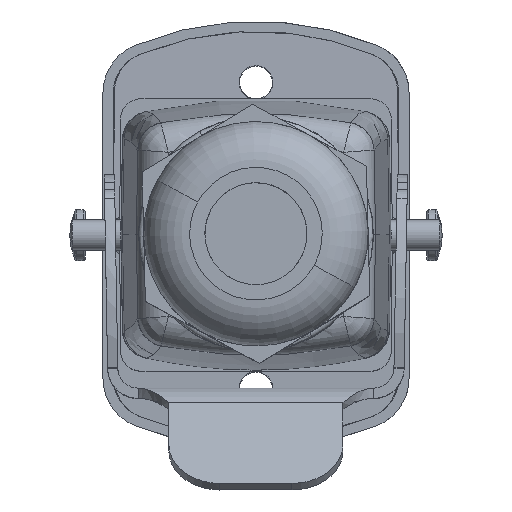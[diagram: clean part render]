
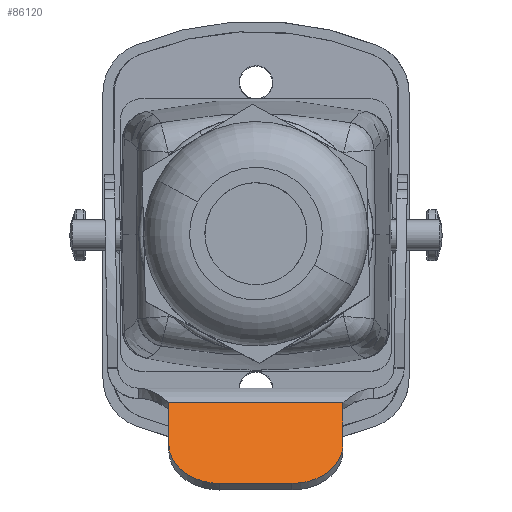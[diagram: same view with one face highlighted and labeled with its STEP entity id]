
A CAD part, top view. The second image highlights one B-rep face of the part: STEP entity #86120.
In plain terms, the highlighted planar face has unit normal (0, 0.643, 0.766).
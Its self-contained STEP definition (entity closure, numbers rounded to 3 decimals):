
#86073=AXIS2_PLACEMENT_3D('Plane Axis2P3D',#86070,#86071,#86072) ;
#83362=CARTESIAN_POINT('Vertex',(26.773,8.571,48.964)) ;
#84828=CARTESIAN_POINT('Vertex',(9.7,8.571,48.964)) ;
#84929=CARTESIAN_POINT('Line Origine',(26.773,6.522,50.684)) ;
#84933=CARTESIAN_POINT('Vertex',(26.773,4.473,52.403)) ;
#84987=CARTESIAN_POINT('Line Origine',(24.005,8.571,48.964)) ;
#85953=CARTESIAN_POINT('Vertex',(9.7,4.473,52.403)) ;
#85956=CARTESIAN_POINT('Line Origine',(9.7,6.522,50.684)) ;
#86070=CARTESIAN_POINT('Axis2P3D Location',(24.005,8.571,48.964)) ;
#86076=CARTESIAN_POINT('Control Point',(9.7,4.473,52.403)) ;
#86077=CARTESIAN_POINT('Control Point',(9.7,4.054,52.755)) ;
#86078=CARTESIAN_POINT('Control Point',(9.775,3.634,53.107)) ;
#86079=CARTESIAN_POINT('Control Point',(9.925,3.225,53.45)) ;
#86080=CARTESIAN_POINT('Control Point',(10.367,2.449,54.101)) ;
#86081=CARTESIAN_POINT('Control Point',(11.065,1.793,54.652)) ;
#86082=CARTESIAN_POINT('Control Point',(11.472,1.503,54.895)) ;
#86083=CARTESIAN_POINT('Control Point',(12.317,1.049,55.276)) ;
#86084=CARTESIAN_POINT('Control Point',(13.282,0.773,55.508)) ;
#86085=CARTESIAN_POINT('Control Point',(13.749,0.686,55.581)) ;
#86086=CARTESIAN_POINT('Control Point',(14.225,0.643,55.617)) ;
#86087=CARTESIAN_POINT('Control Point',(14.7,0.643,55.617)) ;
#86088=CARTESIAN_POINT('Vertex',(14.7,0.643,55.617)) ;
#86091=CARTESIAN_POINT('Line Origine',(18.237,0.643,55.617)) ;
#86095=CARTESIAN_POINT('Vertex',(21.773,0.643,55.617)) ;
#86099=CARTESIAN_POINT('Control Point',(21.773,0.643,55.617)) ;
#86100=CARTESIAN_POINT('Control Point',(22.321,0.643,55.617)) ;
#86101=CARTESIAN_POINT('Control Point',(22.868,0.7,55.569)) ;
#86102=CARTESIAN_POINT('Control Point',(23.402,0.815,55.472)) ;
#86103=CARTESIAN_POINT('Control Point',(24.415,1.154,55.188)) ;
#86104=CARTESIAN_POINT('Control Point',(25.272,1.689,54.739)) ;
#86105=CARTESIAN_POINT('Control Point',(25.65,2.,54.478)) ;
#86106=CARTESIAN_POINT('Control Point',(26.244,2.648,53.935)) ;
#86107=CARTESIAN_POINT('Control Point',(26.604,3.387,53.314)) ;
#86108=CARTESIAN_POINT('Control Point',(26.717,3.745,53.014)) ;
#86109=CARTESIAN_POINT('Control Point',(26.773,4.109,52.709)) ;
#86110=CARTESIAN_POINT('Control Point',(26.773,4.473,52.403)) ;
#84930=DIRECTION('Vector Direction',(0.,-0.766,0.643)) ;
#84988=DIRECTION('Vector Direction',(-1.,0.,0.)) ;
#85957=DIRECTION('Vector Direction',(0.,-0.766,0.643)) ;
#86071=DIRECTION('Axis2P3D Direction',(0.,0.643,0.766)) ;
#86072=DIRECTION('Axis2P3D XDirection',(-1.,0.,0.)) ;
#86092=DIRECTION('Vector Direction',(-1.,0.,0.)) ;
#84931=VECTOR('Line Direction',#84930,1.) ;
#84989=VECTOR('Line Direction',#84988,1.) ;
#85958=VECTOR('Line Direction',#85957,1.) ;
#86093=VECTOR('Line Direction',#86092,1.) ;
#86113=ORIENTED_EDGE('',*,*,#84991,.F.) ;
#86114=ORIENTED_EDGE('',*,*,#85960,.T.) ;
#86115=ORIENTED_EDGE('',*,*,#86090,.T.) ;
#86116=ORIENTED_EDGE('',*,*,#86097,.T.) ;
#86117=ORIENTED_EDGE('',*,*,#86111,.F.) ;
#86118=ORIENTED_EDGE('',*,*,#84935,.F.) ;
#86120=ADVANCED_FACE('1652380000.1\\Hauptk\X2\00F6\X0\rper',(#86119),#86074,.T.) ;
#86075=B_SPLINE_CURVE_WITH_KNOTS('',5,(#86076,#86077,#86078,#86079,#86080,#86081,#86082,#86083,#86084,#86085,#86086,#86087),.UNSPECIFIED.,.F.,.U.,(6,3,3,6),(0.,3.883,7.767,11.139),.UNSPECIFIED.) ;
#86098=B_SPLINE_CURVE_WITH_KNOTS('',5,(#86099,#86100,#86101,#86102,#86103,#86104,#86105,#86106,#86107,#86108,#86109,#86110),.UNSPECIFIED.,.F.,.U.,(6,3,3,6),(0.,3.883,7.767,11.139),.UNSPECIFIED.) ;
#84935=EDGE_CURVE('',#83363,#84934,#84932,.T.) ;
#84991=EDGE_CURVE('',#84829,#83363,#84990,.F.) ;
#85960=EDGE_CURVE('',#84829,#85954,#85959,.T.) ;
#86090=EDGE_CURVE('',#85954,#86089,#86075,.T.) ;
#86097=EDGE_CURVE('',#86089,#86096,#86094,.F.) ;
#86111=EDGE_CURVE('',#84934,#86096,#86098,.F.) ;
#86112=EDGE_LOOP('',(#86113,#86114,#86115,#86116,#86117,#86118)) ;
#86119=FACE_OUTER_BOUND('',#86112,.T.) ;
#84932=LINE('Line',#84929,#84931) ;
#84990=LINE('Line',#84987,#84989) ;
#85959=LINE('Line',#85956,#85958) ;
#86094=LINE('Line',#86091,#86093) ;
#86074=PLANE('',#86073) ;
#83363=VERTEX_POINT('',#83362) ;
#84829=VERTEX_POINT('',#84828) ;
#84934=VERTEX_POINT('',#84933) ;
#85954=VERTEX_POINT('',#85953) ;
#86089=VERTEX_POINT('',#86088) ;
#86096=VERTEX_POINT('',#86095) ;
